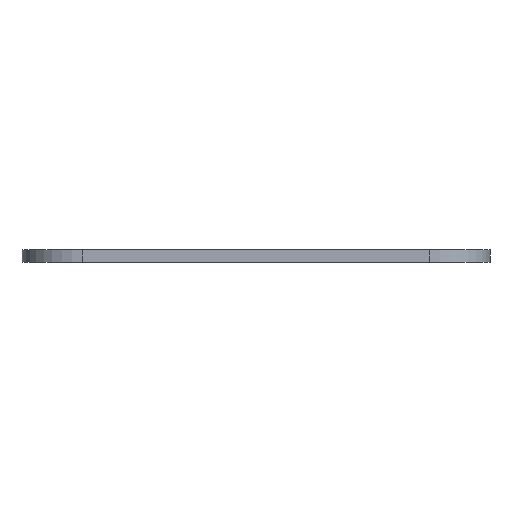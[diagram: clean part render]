
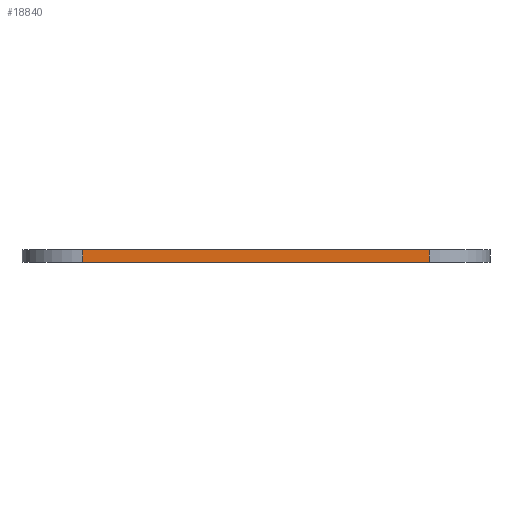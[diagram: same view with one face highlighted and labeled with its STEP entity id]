
A CAD part, left-side view. The second image highlights one B-rep face of the part: STEP entity #18840.
In plain terms, the highlighted planar face has unit normal (-1, 0, 0).
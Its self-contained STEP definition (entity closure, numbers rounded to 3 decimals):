
#2654=PLANE('',#20503);
#3549=FACE_OUTER_BOUND('',#5439,.T.);
#5439=EDGE_LOOP('',(#17699,#17700,#17701,#17702));
#6080=LINE('',#30123,#7240);
#6093=LINE('',#31137,#7253);
#6600=LINE('',#33121,#7760);
#6601=LINE('',#33123,#7761);
#7240=VECTOR('',#21472,10.);
#7253=VECTOR('',#22481,10.);
#7760=VECTOR('',#24954,10.);
#7761=VECTOR('',#24957,10.);
#8947=VERTEX_POINT('',#30120);
#8948=VERTEX_POINT('',#30122);
#9450=VERTEX_POINT('',#31134);
#9451=VERTEX_POINT('',#31136);
#11038=EDGE_CURVE('',#8947,#8948,#6080,.T.);
#11541=EDGE_CURVE('',#9450,#9451,#6093,.T.);
#12534=EDGE_CURVE('',#9450,#8948,#6600,.T.);
#12535=EDGE_CURVE('',#9451,#8947,#6601,.T.);
#17699=ORIENTED_EDGE('',*,*,#12534,.T.);
#17700=ORIENTED_EDGE('',*,*,#11038,.F.);
#17701=ORIENTED_EDGE('',*,*,#12535,.F.);
#17702=ORIENTED_EDGE('',*,*,#11541,.F.);
#18840=ADVANCED_FACE('',(#3549),#2654,.T.);
#20503=AXIS2_PLACEMENT_3D('',#33122,#24955,#24956);
#21472=DIRECTION('',(0.,-1.,0.));
#22481=DIRECTION('',(0.,1.,0.));
#24954=DIRECTION('',(0.,0.,1.));
#24955=DIRECTION('center_axis',(-1.,0.,0.));
#24956=DIRECTION('ref_axis',(0.,-1.,0.));
#24957=DIRECTION('',(0.,0.,1.));
#30120=CARTESIAN_POINT('',(-58.4,21.6,0.8));
#30122=CARTESIAN_POINT('',(-58.4,-21.6,0.8));
#30123=CARTESIAN_POINT('',(-58.4,21.6,0.8));
#31134=CARTESIAN_POINT('',(-58.4,-21.6,-0.8));
#31136=CARTESIAN_POINT('',(-58.4,21.6,-0.8));
#31137=CARTESIAN_POINT('',(-58.4,21.6,-0.8));
#33121=CARTESIAN_POINT('',(-58.4,-21.6,0.));
#33122=CARTESIAN_POINT('Origin',(-58.4,21.6,0.));
#33123=CARTESIAN_POINT('',(-58.4,21.6,0.));
